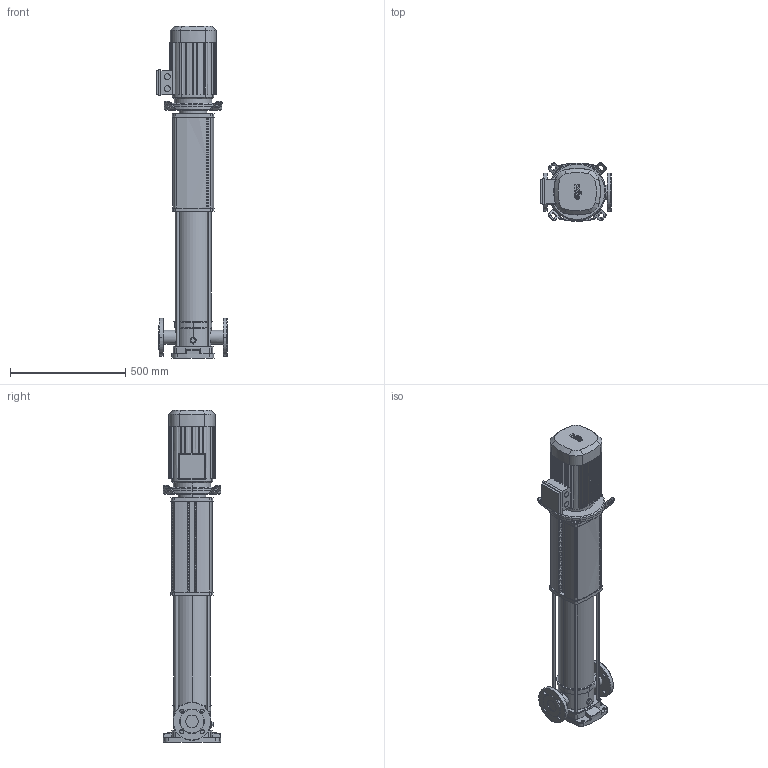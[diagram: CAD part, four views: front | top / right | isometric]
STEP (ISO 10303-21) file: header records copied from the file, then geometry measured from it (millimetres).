
FILE_DESCRIPTION((''),'2;1');
FILE_NAME('3d_HELIXV1610-2_25_V-4150669.stp','2016-08-24T08:51:17',(''),(''),'Mechanical Desktop 2009','Mechanical Desktop 2009',', , ');
FILE_SCHEMA(('CONFIG_CONTROL_DESIGN'));
Length unit declared in the file: millimetre
Products named in the file (1): Product
Bounding box: 310 x 252 x 1443.2 mm (x, y, z)
Volume: 31131635.6 mm3; surface area: 2143700.5 mm2
Topology: 18 solids, 18 shells, 1354 faces, 3772 edges, 2482 vertices
Faces by surface type: plane 702, bspline 382, cylinder 206, cone 36, torus 24, sphere 4
Entity records: 45319 total; most frequent: CARTESIAN_POINT 10162, ORIENTED_EDGE 7544, DIRECTION 6592, EDGE_CURVE 3772, VECTOR 2744, LINE 2744, VERTEX_POINT 2482, AXIS2_PLACEMENT_3D 1924
